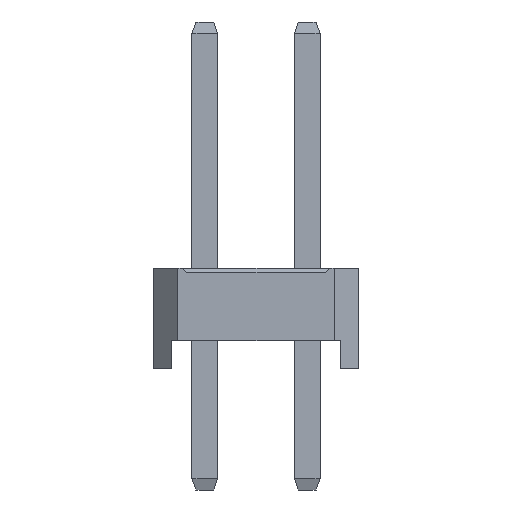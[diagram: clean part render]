
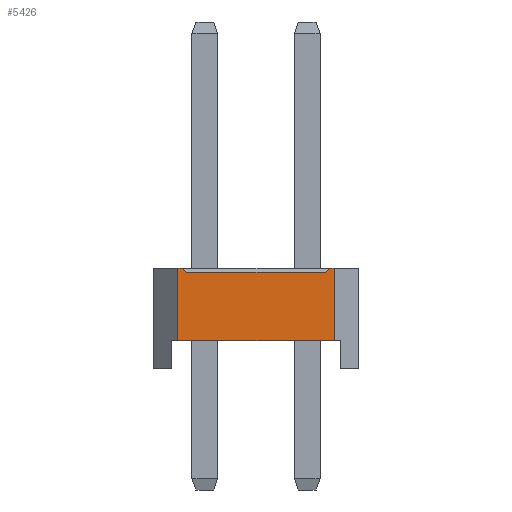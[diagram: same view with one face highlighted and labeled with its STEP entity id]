
A CAD part, left-side view. The second image highlights one B-rep face of the part: STEP entity #5426.
In plain terms, the highlighted planar face has unit normal (-1, 0, 0).
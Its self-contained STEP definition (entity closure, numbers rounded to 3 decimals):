
#5426=ADVANCED_FACE('',(#22115),#22117,.T.);
#22115=FACE_BOUND('',#22116,.T.);
#22116=EDGE_LOOP('',(#35159,#35160,#35161,#35162,#35163,#35164,#35165,#35166));
#22117=PLANE('',#22118);
#22118=AXIS2_PLACEMENT_3D('',#22119,#22120,#22121);
#22119=CARTESIAN_POINT('',(-1.27,3.21,0.));
#22120=DIRECTION('',(-1.,0.,0.));
#22121=DIRECTION('',(0.,-1.,0.));
#35159=ORIENTED_EDGE('',*,*,#43276,.F.);
#35160=ORIENTED_EDGE('',*,*,#43277,.T.);
#35161=ORIENTED_EDGE('',*,*,#43278,.F.);
#35162=ORIENTED_EDGE('',*,*,#41509,.F.);
#35163=ORIENTED_EDGE('',*,*,#43279,.F.);
#35164=ORIENTED_EDGE('',*,*,#40862,.T.);
#35165=ORIENTED_EDGE('',*,*,#43275,.T.);
#35166=ORIENTED_EDGE('',*,*,#41513,.F.);
#40862=EDGE_CURVE('',#45520,#45518,#45521,.T.);
#41509=EDGE_CURVE('',#46812,#46814,#46815,.T.);
#41513=EDGE_CURVE('',#46820,#46822,#46823,.T.);
#43275=EDGE_CURVE('',#45518,#46822,#49749,.T.);
#43276=EDGE_CURVE('',#49750,#46820,#49751,.F.);
#43277=EDGE_CURVE('',#49750,#49752,#49753,.T.);
#43278=EDGE_CURVE('',#46814,#49752,#49754,.F.);
#43279=EDGE_CURVE('',#45520,#46812,#49755,.T.);
#45518=VERTEX_POINT('',#53076);
#45520=VERTEX_POINT('',#53080);
#45521=LINE('',#53081,#53082);
#46812=VERTEX_POINT('',#55664);
#46814=VERTEX_POINT('',#55668);
#46815=LINE('',#55669,#55670);
#46820=VERTEX_POINT('',#55680);
#46822=VERTEX_POINT('',#55684);
#46823=LINE('',#55685,#55686);
#49749=LINE('',#62135,#62136);
#49750=VERTEX_POINT('',#62138);
#49751=LINE('',#62139,#62140);
#49752=VERTEX_POINT('',#62142);
#49753=LINE('',#62143,#62144);
#49754=LINE('',#62146,#62147);
#49755=LINE('',#62149,#62150);
#53076=CARTESIAN_POINT('',(-1.27,-0.67,0.7));
#53080=CARTESIAN_POINT('',(-1.27,3.21,0.7));
#53081=CARTESIAN_POINT('',(-1.27,3.21,0.7));
#53082=VECTOR('',#53083,1.);
#53083=DIRECTION('',(0.,-1.,0.));
#55664=CARTESIAN_POINT('',(-1.27,3.21,2.5));
#55668=CARTESIAN_POINT('',(-1.27,3.09,2.5));
#55669=CARTESIAN_POINT('',(-1.27,3.21,2.5));
#55670=VECTOR('',#55671,1.);
#55671=DIRECTION('',(0.,-1.,0.));
#55680=CARTESIAN_POINT('',(-1.27,-0.55,2.5));
#55684=CARTESIAN_POINT('',(-1.27,-0.67,2.5));
#55685=CARTESIAN_POINT('',(-1.27,-0.55,2.5));
#55686=VECTOR('',#55687,1.);
#55687=DIRECTION('',(0.,-1.,0.));
#62135=CARTESIAN_POINT('',(-1.27,-0.67,0.7));
#62136=VECTOR('',#62137,1.);
#62137=DIRECTION('',(0.,0.,1.));
#62138=CARTESIAN_POINT('',(-1.27,-0.45,2.4));
#62139=CARTESIAN_POINT('',(-1.27,-0.55,2.5));
#62140=VECTOR('',#62141,1.);
#62141=DIRECTION('',(0.,0.707,-0.707));
#62142=CARTESIAN_POINT('',(-1.27,2.99,2.4));
#62143=CARTESIAN_POINT('',(-1.27,-0.45,2.4));
#62144=VECTOR('',#62145,1.);
#62145=DIRECTION('',(0.,1.,0.));
#62146=CARTESIAN_POINT('',(-1.27,2.99,2.4));
#62147=VECTOR('',#62148,1.);
#62148=DIRECTION('',(0.,0.707,0.707));
#62149=CARTESIAN_POINT('',(-1.27,3.21,0.7));
#62150=VECTOR('',#62151,1.);
#62151=DIRECTION('',(0.,0.,1.));
